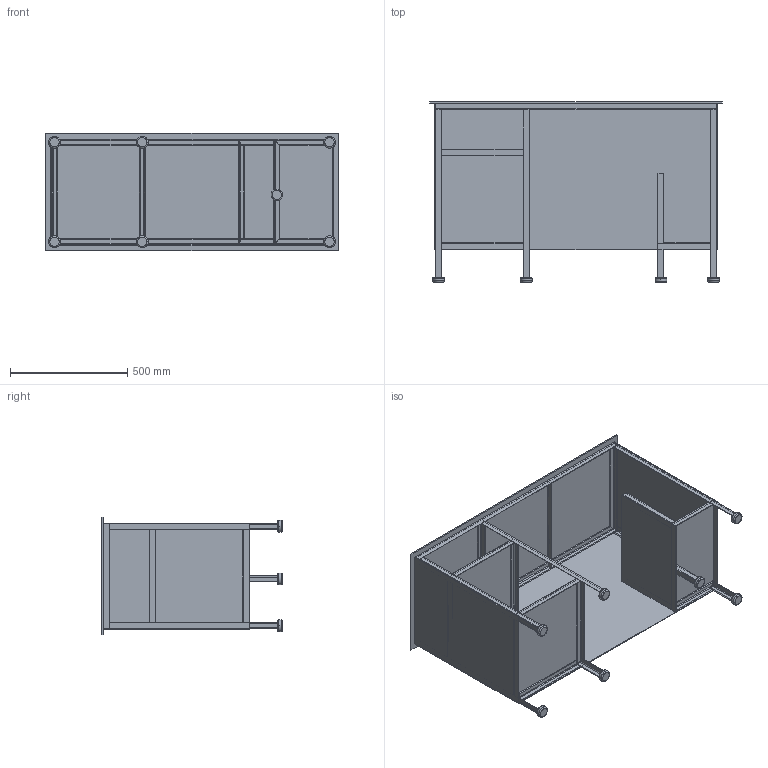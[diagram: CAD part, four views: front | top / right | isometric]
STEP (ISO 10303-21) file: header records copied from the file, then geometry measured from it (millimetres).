
FILE_DESCRIPTION (( 'STEP AP203' ), '1' );
FILE_NAME ('Table Assembly.STEP', '2020-01-12T13:59:59', ( '' ), ( '' ), 'SwSTEP 2.0', 'SolidWorks 2016', '' );
FILE_SCHEMA (( 'CONFIG_CONTROL_DESIGN' ));
Length unit declared in the file: millimetre
Products named in the file (10): MirrorMirrorBottom Foot; Frame_Default<As Machined>; Top Sheet; Inner Sheets; Inner Sheets_For CPU; Table Assembly; MirrorBottom Foot; Bottom Foot; Side Sheets; Inner Sheets_For CPU Side
Assembly tree (14 placements, depth 2):
  Table Assembly
    Frame_Default<As Machined>
    Top Sheet
    Side Sheets
    Inner Sheets  x2
    Inner Sheets_For CPU
    Inner Sheets_For CPU Side
    Bottom Foot
    MirrorBottom Foot  x4
    MirrorMirrorBottom Foot  x2
Bounding box: 1250 x 771 x 500 mm (x, y, z)
Volume: 11626499.2 mm3; surface area: 6480003 mm2
Topology: 39 solids, 39 shells, 607 faces, 1480 edges, 958 vertices
Faces by surface type: plane 468, cylinder 111, torus 28
Entity records: 16115 total; most frequent: CARTESIAN_POINT 3161, ORIENTED_EDGE 2536, DIRECTION 2292, EDGE_CURVE 1268, VECTOR 954, LINE 954, VERTEX_POINT 822, AXIS2_PLACEMENT_3D 669
